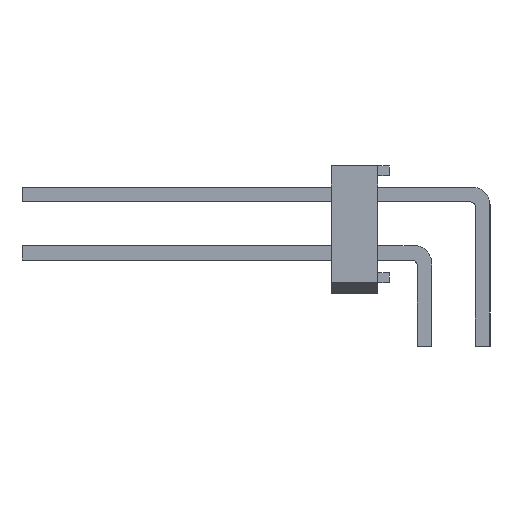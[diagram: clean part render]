
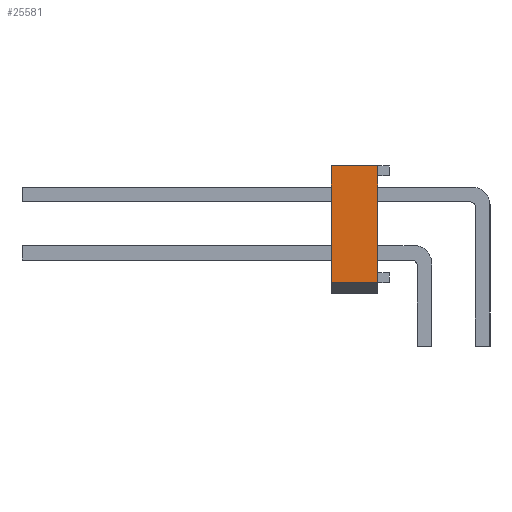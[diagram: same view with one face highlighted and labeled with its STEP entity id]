
A CAD part, left-side view. The second image highlights one B-rep face of the part: STEP entity #25581.
In plain terms, the highlighted face is planar.
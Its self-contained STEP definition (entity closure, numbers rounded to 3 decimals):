
#13628 = VERTEX_POINT('',#13629);
#13629 = CARTESIAN_POINT('',(25.4,2.54,-2.54));
#13635 = EDGE_CURVE('',#13628,#13636,#13638,.T.);
#13636 = VERTEX_POINT('',#13637);
#13637 = CARTESIAN_POINT('',(25.4,0.508,-2.54));
#13638 = LINE('',#13639,#13640);
#13639 = CARTESIAN_POINT('',(25.4,2.54,-2.54));
#13640 = VECTOR('',#13641,1.);
#13641 = DIRECTION('',(0.,-1.,0.));
#25546 = VERTEX_POINT('',#25547);
#25547 = CARTESIAN_POINT('',(25.4,0.508,2.54));
#25555 = EDGE_CURVE('',#25556,#25546,#25558,.T.);
#25556 = VERTEX_POINT('',#25557);
#25557 = CARTESIAN_POINT('',(25.4,2.54,2.54));
#25558 = LINE('',#25559,#25560);
#25559 = CARTESIAN_POINT('',(25.4,2.54,2.54));
#25560 = VECTOR('',#25561,1.);
#25561 = DIRECTION('',(0.,-1.,0.));
#25581 = ADVANCED_FACE('',(#25582),#25598,.F.);
#25582 = FACE_BOUND('',#25583,.T.);
#25583 = EDGE_LOOP('',(#25584,#25590,#25591,#25597));
#25584 = ORIENTED_EDGE('',*,*,#25585,.F.);
#25585 = EDGE_CURVE('',#13636,#25546,#25586,.T.);
#25586 = LINE('',#25587,#25588);
#25587 = CARTESIAN_POINT('',(25.4,0.508,2.54));
#25588 = VECTOR('',#25589,1.);
#25589 = DIRECTION('',(0.,0.,1.));
#25590 = ORIENTED_EDGE('',*,*,#13635,.F.);
#25591 = ORIENTED_EDGE('',*,*,#25592,.F.);
#25592 = EDGE_CURVE('',#25556,#13628,#25593,.T.);
#25593 = LINE('',#25594,#25595);
#25594 = CARTESIAN_POINT('',(25.4,2.54,2.54));
#25595 = VECTOR('',#25596,1.);
#25596 = DIRECTION('',(0.,0.,-1.));
#25597 = ORIENTED_EDGE('',*,*,#25555,.T.);
#25598 = PLANE('',#25599);
#25599 = AXIS2_PLACEMENT_3D('',#25600,#25601,#25602);
#25600 = CARTESIAN_POINT('',(25.4,2.54,2.54));
#25601 = DIRECTION('',(-1.,0.,0.));
#25602 = DIRECTION('',(0.,0.,1.));
